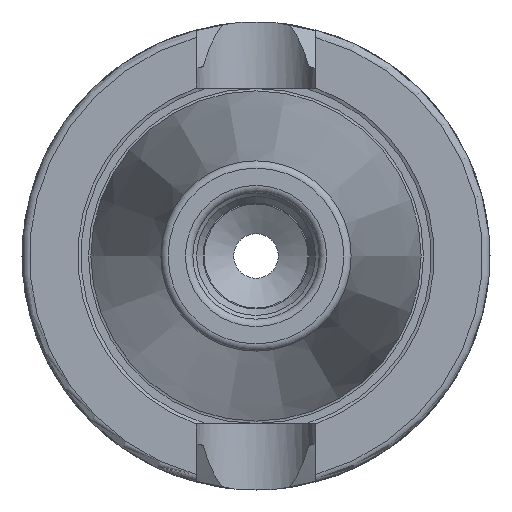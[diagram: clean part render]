
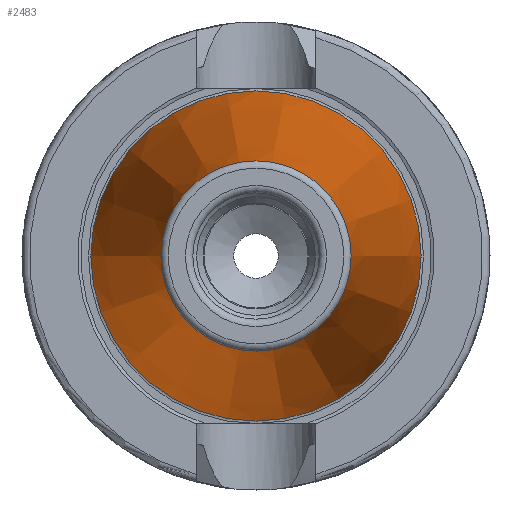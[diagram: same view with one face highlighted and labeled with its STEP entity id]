
A CAD part, left-side view. The second image highlights one B-rep face of the part: STEP entity #2483.
In plain terms, the highlighted conical face has half-angle 8.297 degrees and reference radius 17.519 mm.
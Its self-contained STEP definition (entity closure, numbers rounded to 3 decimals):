
#2441=CARTESIAN_POINT('',(-64.544,12.812,0.0));
#2442=VERTEX_POINT('',#2441);
#2443=CARTESIAN_POINT('',(-64.544,0.,0.0));
#2444=DIRECTION('',(1.0,0.0,0.0));
#2445=DIRECTION('',(0.0,1.0,0.0));
#2446=AXIS2_PLACEMENT_3D('',#2443,#2444,#2445);
#2447=CIRCLE('',#2446,12.812);
#2448=EDGE_CURVE('',#2442,#2442,#2447,.T.);
#2464=CARTESIAN_POINT('',(-32.272,0.,0.0));
#2465=DIRECTION('',(1.0,0.0,0.0));
#2466=DIRECTION('',(0.0,1.0,0.0));
#2467=AXIS2_PLACEMENT_3D('',#2464,#2465,#2466);
#2468=CONICAL_SURFACE('',#2467,17.519,8.297);
#2469=CARTESIAN_POINT('',(0.,22.225,0.0));
#2470=VERTEX_POINT('',#2469);
#2471=CARTESIAN_POINT('',(0.,0.,0.0));
#2472=DIRECTION('',(1.0,0.0,0.0));
#2473=DIRECTION('',(0.0,1.0,0.0));
#2474=AXIS2_PLACEMENT_3D('',#2471,#2472,#2473);
#2475=CIRCLE('',#2474,22.225);
#2476=EDGE_CURVE('',#2470,#2470,#2475,.T.);
#2477=ORIENTED_EDGE('',*,*,#2476,.F.);
#2478=EDGE_LOOP('',(#2477));
#2479=FACE_OUTER_BOUND('',#2478,.T.);
#2480=ORIENTED_EDGE('',*,*,#2448,.T.);
#2481=EDGE_LOOP('',(#2480));
#2482=FACE_BOUND('',#2481,.T.);
#2483=ADVANCED_FACE('',(#2479,#2482),#2468,.T.);
